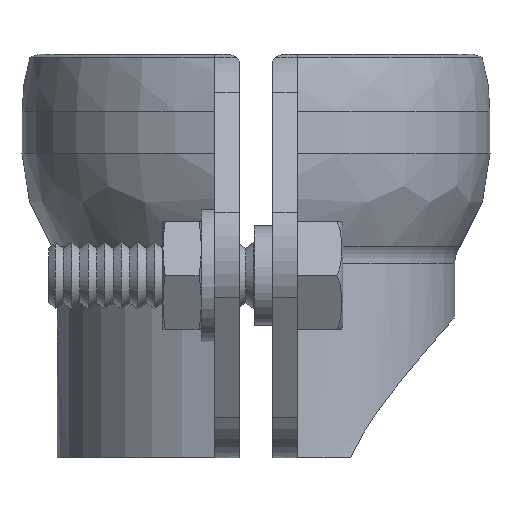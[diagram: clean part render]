
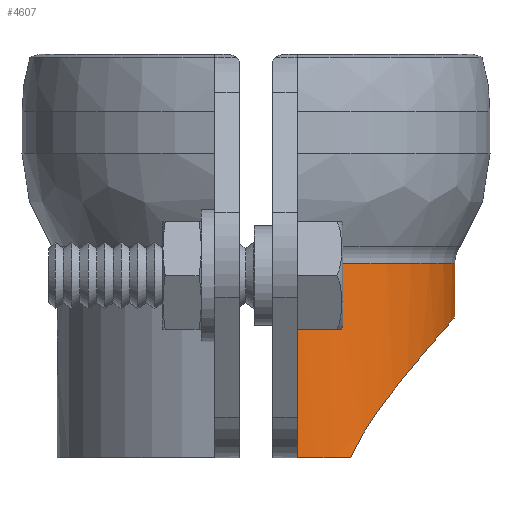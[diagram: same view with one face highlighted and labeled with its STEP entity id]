
A CAD part, left-side view. The second image highlights one B-rep face of the part: STEP entity #4607.
In plain terms, the highlighted cylindrical face has radius 240 mm (diameter 480 mm), a partial arc.
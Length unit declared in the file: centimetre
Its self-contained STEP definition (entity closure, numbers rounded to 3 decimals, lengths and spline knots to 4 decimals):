
#406=FACE_OUTER_BOUND('',#708,.T.);
#708=EDGE_LOOP('',(#3520,#3521,#3522,#3523,#3524,#3525));
#1007=CIRCLE('',#4973,24.);
#1008=CIRCLE('',#4974,24.);
#1009=CIRCLE('',#4975,24.);
#1286=LINE('',#8290,#1539);
#1287=LINE('',#8294,#1540);
#1539=VECTOR('',#5740,1.);
#1540=VECTOR('',#5743,1.);
#1762=B_SPLINE_CURVE_WITH_KNOTS('',3,(#8154,#8155,#8156,#8157,#8158,#8159,
#8160,#8161,#8162,#8163,#8164,#8165,#8166,#8167,#8168,#8169,#8170,#8171,
#8172,#8173,#8174,#8175,#8176,#8177,#8178,#8179,#8180,#8181,#8182,#8183,
#8184,#8185,#8186,#8187,#8188,#8189,#8190,#8191,#8192,#8193,#8194,#8195,
#8196,#8197,#8198,#8199,#8200,#8201,#8202,#8203,#8204,#8205,#8206,#8207),
 .UNSPECIFIED.,.F.,.F.,(4,2,2,2,2,2,2,2,2,2,2,2,2,2,2,2,2,2,2,2,2,2,2,2,
2,2,4),(80.1404,82.0133,84.4218,86.8302,
89.2387,91.6471,94.0556,98.4918,100.7098,
102.9279,105.146,107.3641,109.5822,111.8003,
114.0485,116.2966,118.5448,120.793,123.0411,
125.2893,129.7856,132.2594,134.7332,137.207,
139.6808,142.1546,144.0741),.UNSPECIFIED.);
#2045=VERTEX_POINT('',#8151);
#2046=VERTEX_POINT('',#8153);
#2058=VERTEX_POINT('',#8287);
#2059=VERTEX_POINT('',#8289);
#2060=VERTEX_POINT('',#8291);
#2061=VERTEX_POINT('',#8293);
#2565=EDGE_CURVE('',#2046,#2045,#1762,.T.);
#2578=EDGE_CURVE('',#2045,#2058,#1007,.T.);
#2579=EDGE_CURVE('',#2059,#2058,#1286,.T.);
#2580=EDGE_CURVE('',#2060,#2059,#1008,.T.);
#2581=EDGE_CURVE('',#2061,#2060,#1287,.T.);
#2582=EDGE_CURVE('',#2061,#2046,#1009,.T.);
#3520=ORIENTED_EDGE('',*,*,#2565,.T.);
#3521=ORIENTED_EDGE('',*,*,#2578,.T.);
#3522=ORIENTED_EDGE('',*,*,#2579,.F.);
#3523=ORIENTED_EDGE('',*,*,#2580,.F.);
#3524=ORIENTED_EDGE('',*,*,#2581,.F.);
#3525=ORIENTED_EDGE('',*,*,#2582,.T.);
#4491=CYLINDRICAL_SURFACE('',#4972,24.);
#4607=ADVANCED_FACE('',(#406),#4491,.T.);
#4972=AXIS2_PLACEMENT_3D('',#8286,#5736,#5737);
#4973=AXIS2_PLACEMENT_3D('',#8288,#5738,#5739);
#4974=AXIS2_PLACEMENT_3D('',#8292,#5741,#5742);
#4975=AXIS2_PLACEMENT_3D('',#8295,#5744,#5745);
#5736=DIRECTION('center_axis',(0.,0.,
1.));
#5737=DIRECTION('ref_axis',(0.,-1.,0.));
#5738=DIRECTION('center_axis',(0.,0.,
1.));
#5739=DIRECTION('ref_axis',(0.,-1.,0.));
#5740=DIRECTION('',(0.,0.,-1.));
#5741=DIRECTION('center_axis',(0.,0.,
1.));
#5742=DIRECTION('ref_axis',(0.,-1.,0.));
#5743=DIRECTION('',(0.,0.,1.));
#5744=DIRECTION('center_axis',(0.,0.,
1.));
#5745=DIRECTION('ref_axis',(0.,-1.,0.));
#8151=CARTESIAN_POINT('',(1281.5036,88.0662,87.0962));
#8153=CARTESIAN_POINT('',(1238.655,86.8467,87.0962));
#8154=CARTESIAN_POINT('Ctrl Pts',(1238.655,86.8467,87.0962));
#8155=CARTESIAN_POINT('Ctrl Pts',(1238.7831,86.6096,87.645));
#8156=CARTESIAN_POINT('Ctrl Pts',(1238.931,86.3453,88.1837));
#8157=CARTESIAN_POINT('Ctrl Pts',(1239.3131,85.6973,89.3952));
#8158=CARTESIAN_POINT('Ctrl Pts',(1239.5599,85.301,90.0623));
#8159=CARTESIAN_POINT('Ctrl Pts',(1240.1162,84.4714,91.3685));
#8160=CARTESIAN_POINT('Ctrl Pts',(1240.4253,84.0386,92.0068));
#8161=CARTESIAN_POINT('Ctrl Pts',(1241.1028,83.1596,93.2494));
#8162=CARTESIAN_POINT('Ctrl Pts',(1241.4713,82.7134,93.8537));
#8163=CARTESIAN_POINT('Ctrl Pts',(1242.2632,81.8263,95.0222));
#8164=CARTESIAN_POINT('Ctrl Pts',(1242.6866,81.3852,95.5864));
#8165=CARTESIAN_POINT('Ctrl Pts',(1243.582,80.524,96.6678));
#8166=CARTESIAN_POINT('Ctrl Pts',(1244.0539,80.1037,97.1849));
#8167=CARTESIAN_POINT('Ctrl Pts',(1245.4508,78.9572,98.5777));
#8168=CARTESIAN_POINT('Ctrl Pts',(1246.4866,78.2198,99.4508));
#8169=CARTESIAN_POINT('Ctrl Pts',(1248.2114,77.2089,100.6337));
#8170=CARTESIAN_POINT('Ctrl Pts',(1248.8146,76.8876,101.007));
#8171=CARTESIAN_POINT('Ctrl Pts',(1250.0703,76.2889,101.7006));
#8172=CARTESIAN_POINT('Ctrl Pts',(1250.7228,76.0114,102.0208));
#8173=CARTESIAN_POINT('Ctrl Pts',(1252.0678,75.5104,102.5986));
#8174=CARTESIAN_POINT('Ctrl Pts',(1252.7612,75.2867,102.8566));
#8175=CARTESIAN_POINT('Ctrl Pts',(1254.1783,74.901,103.303));
#8176=CARTESIAN_POINT('Ctrl Pts',(1254.9022,74.7391,103.4914));
#8177=CARTESIAN_POINT('Ctrl Pts',(1256.3672,74.4827,103.7936));
#8178=CARTESIAN_POINT('Ctrl Pts',(1257.1087,74.3882,103.9075));
#8179=CARTESIAN_POINT('Ctrl Pts',(1258.595,74.2689,104.0588));
#8180=CARTESIAN_POINT('Ctrl Pts',(1259.34,74.2441,104.0962));
#8181=CARTESIAN_POINT('Ctrl Pts',(1260.8286,74.2631,104.0962));
#8182=CARTESIAN_POINT('Ctrl Pts',(1261.5824,74.308,104.0577));
#8183=CARTESIAN_POINT('Ctrl Pts',(1263.0842,74.4692,103.9031));
#8184=CARTESIAN_POINT('Ctrl Pts',(1263.8321,74.5855,103.7868));
#8185=CARTESIAN_POINT('Ctrl Pts',(1265.3079,74.8866,103.4791));
#8186=CARTESIAN_POINT('Ctrl Pts',(1266.0359,75.0715,103.2876));
#8187=CARTESIAN_POINT('Ctrl Pts',(1267.4596,75.5039,102.8348));
#8188=CARTESIAN_POINT('Ctrl Pts',(1268.1551,75.7515,102.5735));
#8189=CARTESIAN_POINT('Ctrl Pts',(1269.5027,76.3006,101.9894));
#8190=CARTESIAN_POINT('Ctrl Pts',(1270.1556,76.6025,101.6661));
#8191=CARTESIAN_POINT('Ctrl Pts',(1271.4105,77.2505,100.9673));
#8192=CARTESIAN_POINT('Ctrl Pts',(1272.0126,77.5966,100.5916));
#8193=CARTESIAN_POINT('Ctrl Pts',(1273.7319,78.6822,99.4036));
#8194=CARTESIAN_POINT('Ctrl Pts',(1274.7616,79.4699,98.5293));
#8195=CARTESIAN_POINT('Ctrl Pts',(1276.1535,80.6993,97.1331));
#8196=CARTESIAN_POINT('Ctrl Pts',(1276.6264,81.1534,96.6113));
#8197=CARTESIAN_POINT('Ctrl Pts',(1277.5212,82.0842,95.5229));
#8198=CARTESIAN_POINT('Ctrl Pts',(1277.9432,82.5609,94.9562));
#8199=CARTESIAN_POINT('Ctrl Pts',(1278.7301,83.5214,93.7857));
#8200=CARTESIAN_POINT('Ctrl Pts',(1279.0952,84.0052,93.1819));
#8201=CARTESIAN_POINT('Ctrl Pts',(1279.7649,84.9613,91.9438));
#8202=CARTESIAN_POINT('Ctrl Pts',(1280.0695,85.4337,91.3095));
#8203=CARTESIAN_POINT('Ctrl Pts',(1280.6167,86.3442,90.0151));
#8204=CARTESIAN_POINT('Ctrl Pts',(1280.8586,86.7813,89.3567));
#8205=CARTESIAN_POINT('Ctrl Pts',(1281.233,87.5018,88.1643));
#8206=CARTESIAN_POINT('Ctrl Pts',(1281.3778,87.7977,87.6354));
#8207=CARTESIAN_POINT('Ctrl Pts',(1281.5036,88.0662,87.0962));
#8286=CARTESIAN_POINT('Origin',(1259.7721,98.2516,98.8439));
#8287=CARTESIAN_POINT('',(1283.2455,93.2516,87.0962));
#8288=CARTESIAN_POINT('Origin',(1259.7721,98.2516,87.0962));
#8289=CARTESIAN_POINT('',(1283.2455,93.2516,110.5915));
#8290=CARTESIAN_POINT('',(1283.2455,93.2516,98.8439));
#8291=CARTESIAN_POINT('',(1236.2987,93.2516,110.5915));
#8292=CARTESIAN_POINT('Origin',(1259.7721,98.2516,110.5915));
#8293=CARTESIAN_POINT('',(1236.2987,93.2516,87.0962));
#8294=CARTESIAN_POINT('',(1236.2987,93.2516,98.8439));
#8295=CARTESIAN_POINT('Origin',(1259.7721,98.2516,87.0962));
